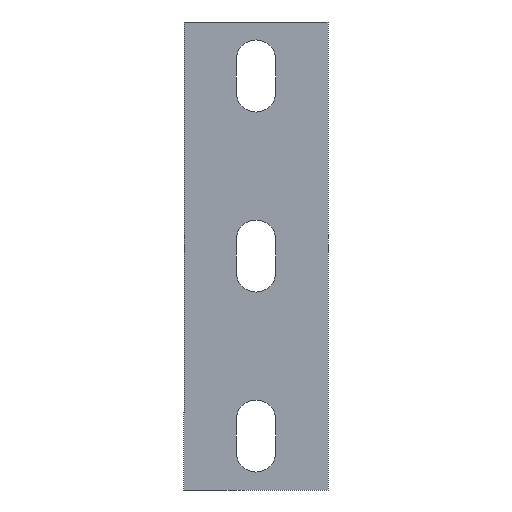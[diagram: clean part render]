
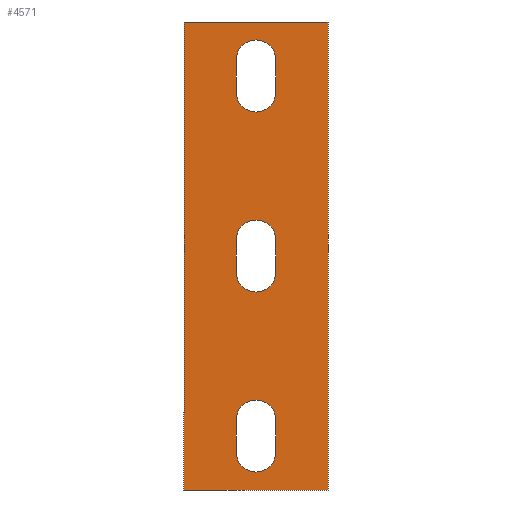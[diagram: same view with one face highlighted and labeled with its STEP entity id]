
A CAD part, left-side view. The second image highlights one B-rep face of the part: STEP entity #4571.
In plain terms, the highlighted face is planar.
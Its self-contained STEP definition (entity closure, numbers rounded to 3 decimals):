
#37 = EDGE_LOOP ( 'NONE', ( #4026, #3832, #798, #3452 ) ) ;
#163 = VERTEX_POINT ( 'NONE', #4300 ) ;
#173 = CIRCLE ( 'NONE', #926, 5.5 ) ;
#210 = VERTEX_POINT ( 'NONE', #3245 ) ;
#234 = VERTEX_POINT ( 'NONE', #2230 ) ;
#243 = CARTESIAN_POINT ( 'NONE',  ( 45.5, 0., -5. ) ) ;
#244 = VECTOR ( 'NONE', #498, 1000. ) ;
#319 = VECTOR ( 'NONE', #3686, 1000. ) ;
#343 = CARTESIAN_POINT ( 'NONE',  ( -4.5, 0., -5. ) ) ;
#349 = DIRECTION ( 'NONE',  ( -1., 0., 0. ) ) ;
#412 = ORIENTED_EDGE ( 'NONE', *, *, #3594, .F. ) ;
#420 = AXIS2_PLACEMENT_3D ( 'NONE', #2048, #2328, #2757 ) ;
#449 = LINE ( 'NONE', #4407, #1085 ) ;
#498 = DIRECTION ( 'NONE',  ( -1., 0., 0. ) ) ;
#626 = ORIENTED_EDGE ( 'NONE', *, *, #2892, .T. ) ;
#648 = PLANE ( 'NONE',  #2649 ) ;
#650 = DIRECTION ( 'NONE',  ( -1., 0., 0. ) ) ;
#733 = DIRECTION ( 'NONE',  ( -1., 0., 0. ) ) ;
#740 = EDGE_CURVE ( 'NONE', #2377, #4402, #3194, .T. ) ;
#796 = AXIS2_PLACEMENT_3D ( 'NONE', #243, #3049, #2717 ) ;
#798 = ORIENTED_EDGE ( 'NONE', *, *, #2038, .T. ) ;
#888 = LINE ( 'NONE', #3739, #2116 ) ;
#926 = AXIS2_PLACEMENT_3D ( 'NONE', #3968, #2126, #349 ) ;
#945 = CIRCLE ( 'NONE', #420, 5.5 ) ;
#982 = EDGE_CURVE ( 'NONE', #234, #3123, #1643, .T. ) ;
#1026 = DIRECTION ( 'NONE',  ( 1., 0., 0. ) ) ;
#1038 = CARTESIAN_POINT ( 'NONE',  ( 4.5, -5.5, -5. ) ) ;
#1085 = VECTOR ( 'NONE', #1852, 1000. ) ;
#1186 = VERTEX_POINT ( 'NONE', #2665 ) ;
#1300 = EDGE_CURVE ( 'NONE', #1186, #2903, #449, .T. ) ;
#1325 = VERTEX_POINT ( 'NONE', #1600 ) ;
#1328 = DIRECTION ( 'NONE',  ( 1., 0., 0. ) ) ;
#1349 = FACE_BOUND ( 'NONE', #37, .T. ) ;
#1367 = ORIENTED_EDGE ( 'NONE', *, *, #3211, .T. ) ;
#1371 = CARTESIAN_POINT ( 'NONE',  ( 45.5, -5.5, -5. ) ) ;
#1387 = EDGE_CURVE ( 'NONE', #2895, #3793, #1504, .T. ) ;
#1392 = CIRCLE ( 'NONE', #796, 5.5 ) ;
#1393 = EDGE_CURVE ( 'NONE', #1325, #163, #3892, .T. ) ;
#1435 = DIRECTION ( 'NONE',  ( -1., 0., 0. ) ) ;
#1468 = CARTESIAN_POINT ( 'NONE',  ( 54.5, 0., -5. ) ) ;
#1504 = LINE ( 'NONE', #2224, #319 ) ;
#1507 = DIRECTION ( 'NONE',  ( -1., 0., 0. ) ) ;
#1574 = VECTOR ( 'NONE', #733, 1000. ) ;
#1582 = CARTESIAN_POINT ( 'NONE',  ( 54.5, 5.5, -5. ) ) ;
#1600 = CARTESIAN_POINT ( 'NONE',  ( 65., 20., -5. ) ) ;
#1643 = CIRCLE ( 'NONE', #4231, 5.5 ) ;
#1719 = DIRECTION ( 'NONE',  ( -1., 0., 0. ) ) ;
#1852 = DIRECTION ( 'NONE',  ( 1., 0., 0. ) ) ;
#1857 = ORIENTED_EDGE ( 'NONE', *, *, #1393, .F. ) ;
#1859 = VERTEX_POINT ( 'NONE', #3779 ) ;
#1863 = LINE ( 'NONE', #3966, #2233 ) ;
#1892 = DIRECTION ( 'NONE',  ( -1., 0., 0. ) ) ;
#1922 = EDGE_CURVE ( 'NONE', #210, #1186, #3206, .T. ) ;
#1984 = DIRECTION ( 'NONE',  ( 0., 1., 0. ) ) ;
#2024 = CARTESIAN_POINT ( 'NONE',  ( -59., -14., -5. ) ) ;
#2038 = EDGE_CURVE ( 'NONE', #3179, #210, #1863, .T. ) ;
#2048 = CARTESIAN_POINT ( 'NONE',  ( -45.5, 0., -5. ) ) ;
#2070 = FACE_BOUND ( 'NONE', #4360, .T. ) ;
#2116 = VECTOR ( 'NONE', #1984, 1000. ) ;
#2126 = DIRECTION ( 'NONE',  ( 0., 0., 1. ) ) ;
#2172 = CARTESIAN_POINT ( 'NONE',  ( -65., -14., -5. ) ) ;
#2194 = VECTOR ( 'NONE', #3590, 1000. ) ;
#2224 = CARTESIAN_POINT ( 'NONE',  ( -54.5, -5.5, -5. ) ) ;
#2230 = CARTESIAN_POINT ( 'NONE',  ( 54.5, -5.5, -5. ) ) ;
#2233 = VECTOR ( 'NONE', #1892, 1000. ) ;
#2273 = EDGE_LOOP ( 'NONE', ( #3595, #4255, #626, #4166 ) ) ;
#2291 = CARTESIAN_POINT ( 'NONE',  ( 45.5, 5.5, -5. ) ) ;
#2328 = DIRECTION ( 'NONE',  ( 0., 0., 1. ) ) ;
#2350 = LINE ( 'NONE', #1371, #2794 ) ;
#2364 = ORIENTED_EDGE ( 'NONE', *, *, #1387, .T. ) ;
#2377 = VERTEX_POINT ( 'NONE', #2448 ) ;
#2444 = EDGE_CURVE ( 'NONE', #2903, #3179, #173, .T. ) ;
#2448 = CARTESIAN_POINT ( 'NONE',  ( -45.5, 5.5, -5. ) ) ;
#2490 = CARTESIAN_POINT ( 'NONE',  ( -54.5, 5.5, -5. ) ) ;
#2528 = EDGE_CURVE ( 'NONE', #2558, #1325, #888, .T. ) ;
#2558 = VERTEX_POINT ( 'NONE', #2687 ) ;
#2565 = CARTESIAN_POINT ( 'NONE',  ( 59., 20., -5. ) ) ;
#2590 = CARTESIAN_POINT ( 'NONE',  ( 4.5, 5.5, -5. ) ) ;
#2612 = ORIENTED_EDGE ( 'NONE', *, *, #2528, .F. ) ;
#2649 = AXIS2_PLACEMENT_3D ( 'NONE', #2024, #3777, #1719 ) ;
#2665 = CARTESIAN_POINT ( 'NONE',  ( -4.5, -5.5, -5. ) ) ;
#2687 = CARTESIAN_POINT ( 'NONE',  ( 65., -20., -5. ) ) ;
#2710 = CIRCLE ( 'NONE', #4122, 5.5 ) ;
#2717 = DIRECTION ( 'NONE',  ( -1., 0., 0. ) ) ;
#2757 = DIRECTION ( 'NONE',  ( -1., 0., 0. ) ) ;
#2782 = FACE_OUTER_BOUND ( 'NONE', #4149, .T. ) ;
#2794 = VECTOR ( 'NONE', #1328, 1000. ) ;
#2841 = CARTESIAN_POINT ( 'NONE',  ( -54.5, 5.5, -5. ) ) ;
#2892 = EDGE_CURVE ( 'NONE', #3123, #4136, #3862, .T. ) ;
#2895 = VERTEX_POINT ( 'NONE', #4194 ) ;
#2903 = VERTEX_POINT ( 'NONE', #1038 ) ;
#3005 = EDGE_CURVE ( 'NONE', #163, #3979, #3838, .T. ) ;
#3049 = DIRECTION ( 'NONE',  ( 0., 0., 1. ) ) ;
#3123 = VERTEX_POINT ( 'NONE', #1582 ) ;
#3175 = CARTESIAN_POINT ( 'NONE',  ( 45.5, 5.5, -5. ) ) ;
#3179 = VERTEX_POINT ( 'NONE', #2590 ) ;
#3194 = LINE ( 'NONE', #2841, #1574 ) ;
#3206 = CIRCLE ( 'NONE', #4476, 5.5 ) ;
#3207 = DIRECTION ( 'NONE',  ( 0., 0., 1. ) ) ;
#3211 = EDGE_CURVE ( 'NONE', #4402, #2895, #2710, .T. ) ;
#3245 = CARTESIAN_POINT ( 'NONE',  ( -4.5, 5.5, -5. ) ) ;
#3340 = CARTESIAN_POINT ( 'NONE',  ( -54.5, 0., -5. ) ) ;
#3433 = FACE_BOUND ( 'NONE', #2273, .T. ) ;
#3452 = ORIENTED_EDGE ( 'NONE', *, *, #1922, .T. ) ;
#3531 = VECTOR ( 'NONE', #1026, 1000. ) ;
#3562 = ORIENTED_EDGE ( 'NONE', *, *, #4613, .T. ) ;
#3565 = CARTESIAN_POINT ( 'NONE',  ( -65., -20., -5. ) ) ;
#3590 = DIRECTION ( 'NONE',  ( 0., -1., 0. ) ) ;
#3594 = EDGE_CURVE ( 'NONE', #3979, #2558, #4564, .T. ) ;
#3595 = ORIENTED_EDGE ( 'NONE', *, *, #4569, .T. ) ;
#3599 = VECTOR ( 'NONE', #1435, 1000. ) ;
#3670 = DIRECTION ( 'NONE',  ( -1., 0., 0. ) ) ;
#3686 = DIRECTION ( 'NONE',  ( 1., 0., 0. ) ) ;
#3739 = CARTESIAN_POINT ( 'NONE',  ( 65., -14., -5. ) ) ;
#3777 = DIRECTION ( 'NONE',  ( 0., 0., -1. ) ) ;
#3779 = CARTESIAN_POINT ( 'NONE',  ( 45.5, -5.5, -5. ) ) ;
#3793 = VERTEX_POINT ( 'NONE', #4555 ) ;
#3832 = ORIENTED_EDGE ( 'NONE', *, *, #2444, .T. ) ;
#3838 = LINE ( 'NONE', #2172, #2194 ) ;
#3862 = LINE ( 'NONE', #3175, #3599 ) ;
#3871 = ORIENTED_EDGE ( 'NONE', *, *, #3005, .F. ) ;
#3892 = LINE ( 'NONE', #2565, #244 ) ;
#3966 = CARTESIAN_POINT ( 'NONE',  ( -4.5, 5.5, -5. ) ) ;
#3968 = CARTESIAN_POINT ( 'NONE',  ( 4.5, 0., -5. ) ) ;
#3979 = VERTEX_POINT ( 'NONE', #3565 ) ;
#4026 = ORIENTED_EDGE ( 'NONE', *, *, #1300, .T. ) ;
#4122 = AXIS2_PLACEMENT_3D ( 'NONE', #3340, #4386, #1507 ) ;
#4136 = VERTEX_POINT ( 'NONE', #2291 ) ;
#4139 = ORIENTED_EDGE ( 'NONE', *, *, #740, .T. ) ;
#4149 = EDGE_LOOP ( 'NONE', ( #412, #3871, #1857, #2612 ) ) ;
#4166 = ORIENTED_EDGE ( 'NONE', *, *, #4590, .T. ) ;
#4194 = CARTESIAN_POINT ( 'NONE',  ( -54.5, -5.5, -5. ) ) ;
#4203 = CARTESIAN_POINT ( 'NONE',  ( 59., -20., -5. ) ) ;
#4207 = DIRECTION ( 'NONE',  ( 0., 0., 1. ) ) ;
#4231 = AXIS2_PLACEMENT_3D ( 'NONE', #1468, #3207, #3670 ) ;
#4255 = ORIENTED_EDGE ( 'NONE', *, *, #982, .T. ) ;
#4300 = CARTESIAN_POINT ( 'NONE',  ( -65., 20., -5. ) ) ;
#4360 = EDGE_LOOP ( 'NONE', ( #2364, #3562, #4139, #1367 ) ) ;
#4386 = DIRECTION ( 'NONE',  ( 0., 0., 1. ) ) ;
#4402 = VERTEX_POINT ( 'NONE', #2490 ) ;
#4407 = CARTESIAN_POINT ( 'NONE',  ( -4.5, -5.5, -5. ) ) ;
#4476 = AXIS2_PLACEMENT_3D ( 'NONE', #343, #4207, #650 ) ;
#4555 = CARTESIAN_POINT ( 'NONE',  ( -45.5, -5.5, -5. ) ) ;
#4564 = LINE ( 'NONE', #4203, #3531 ) ;
#4569 = EDGE_CURVE ( 'NONE', #1859, #234, #2350, .T. ) ;
#4571 = ADVANCED_FACE ( 'NONE', ( #3433, #2070, #1349, #2782 ), #648, .T. ) ;
#4590 = EDGE_CURVE ( 'NONE', #4136, #1859, #1392, .T. ) ;
#4613 = EDGE_CURVE ( 'NONE', #3793, #2377, #945, .T. ) ;
